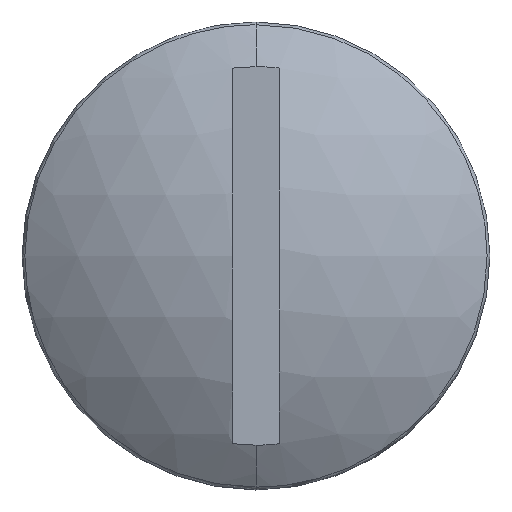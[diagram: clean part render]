
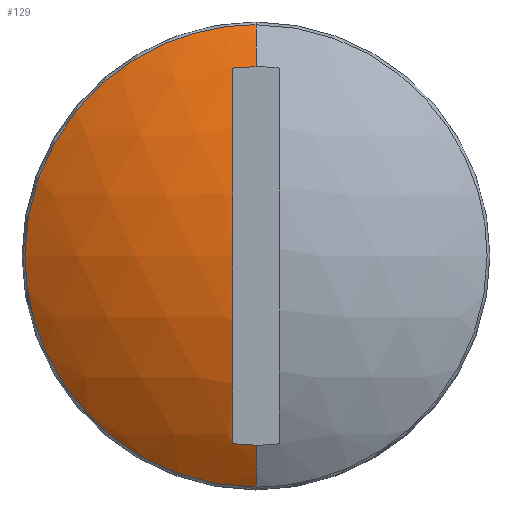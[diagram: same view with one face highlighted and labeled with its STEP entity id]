
A CAD part, top view. The second image highlights one B-rep face of the part: STEP entity #129.
In plain terms, the highlighted spherical face has radius 12 mm.
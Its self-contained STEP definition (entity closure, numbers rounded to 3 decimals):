
#38=AXIS2_PLACEMENT_3D('Circle Axis2P3D',#36,#37,$) ;
#58=AXIS2_PLACEMENT_3D('Sphere Axis2P3D',#55,#56,#57) ;
#62=AXIS2_PLACEMENT_3D('Circle Axis2P3D',#60,#61,$) ;
#103=AXIS2_PLACEMENT_3D('Circle Axis2P3D',#101,#102,$) ;
#36=CARTESIAN_POINT('Axis2P3D Location',(6.3,7.,-2.347)) ;
#40=CARTESIAN_POINT('Vertex',(6.3,1.381,8.233)) ;
#42=CARTESIAN_POINT('Vertex',(6.3,12.619,8.233)) ;
#55=CARTESIAN_POINT('Axis2P3D Location',(7.,7.,-2.347)) ;
#60=CARTESIAN_POINT('Axis2P3D Location',(7.,7.,-2.347)) ;
#64=CARTESIAN_POINT('Vertex',(7.,13.915,7.46)) ;
#66=CARTESIAN_POINT('Vertex',(7.,12.662,8.233)) ;
#70=CARTESIAN_POINT('Control Point',(0.085,7.,7.46)) ;
#71=CARTESIAN_POINT('Control Point',(0.085,7.773,7.46)) ;
#72=CARTESIAN_POINT('Control Point',(0.193,8.547,7.46)) ;
#73=CARTESIAN_POINT('Control Point',(0.41,9.302,7.46)) ;
#74=CARTESIAN_POINT('Control Point',(1.001,10.621,7.46)) ;
#75=CARTESIAN_POINT('Control Point',(1.896,11.735,7.46)) ;
#76=CARTESIAN_POINT('Control Point',(2.363,12.191,7.46)) ;
#77=CARTESIAN_POINT('Control Point',(3.508,13.074,7.46)) ;
#78=CARTESIAN_POINT('Control Point',(4.793,13.621,7.46)) ;
#79=CARTESIAN_POINT('Control Point',(5.525,13.817,7.46)) ;
#80=CARTESIAN_POINT('Control Point',(6.262,13.915,7.46)) ;
#81=CARTESIAN_POINT('Control Point',(7.,13.915,7.46)) ;
#82=CARTESIAN_POINT('Vertex',(0.085,7.,7.46)) ;
#86=CARTESIAN_POINT('Control Point',(7.,0.085,7.46)) ;
#87=CARTESIAN_POINT('Control Point',(6.351,0.085,7.46)) ;
#88=CARTESIAN_POINT('Control Point',(5.702,0.161,7.46)) ;
#89=CARTESIAN_POINT('Control Point',(5.057,0.313,7.46)) ;
#90=CARTESIAN_POINT('Control Point',(3.843,0.76,7.46)) ;
#91=CARTESIAN_POINT('Control Point',(2.729,1.505,7.46)) ;
#92=CARTESIAN_POINT('Control Point',(2.232,1.928,7.46)) ;
#93=CARTESIAN_POINT('Control Point',(1.2,3.044,7.46)) ;
#94=CARTESIAN_POINT('Control Point',(0.494,4.423,7.46)) ;
#95=CARTESIAN_POINT('Control Point',(0.221,5.265,7.46)) ;
#96=CARTESIAN_POINT('Control Point',(0.085,6.132,7.46)) ;
#97=CARTESIAN_POINT('Control Point',(0.085,7.,7.46)) ;
#98=CARTESIAN_POINT('Vertex',(7.,0.085,7.46)) ;
#101=CARTESIAN_POINT('Axis2P3D Location',(7.,7.,-2.347)) ;
#105=CARTESIAN_POINT('Vertex',(7.,1.338,8.233)) ;
#109=CARTESIAN_POINT('Control Point',(7.,1.338,8.233)) ;
#110=CARTESIAN_POINT('Control Point',(6.766,1.338,8.233)) ;
#111=CARTESIAN_POINT('Control Point',(6.532,1.352,8.233)) ;
#112=CARTESIAN_POINT('Control Point',(6.3,1.381,8.233)) ;
#115=CARTESIAN_POINT('Control Point',(6.3,12.619,8.233)) ;
#116=CARTESIAN_POINT('Control Point',(6.532,12.648,8.233)) ;
#117=CARTESIAN_POINT('Control Point',(6.766,12.662,8.233)) ;
#118=CARTESIAN_POINT('Control Point',(7.,12.662,8.233)) ;
#37=DIRECTION('Axis2P3D Direction',(-1.,0.,0.)) ;
#56=DIRECTION('Axis2P3D Direction',(0.,-1.,0.)) ;
#57=DIRECTION('Axis2P3D XDirection',(0.,0.,1.)) ;
#61=DIRECTION('Axis2P3D Direction',(1.,0.,0.)) ;
#102=DIRECTION('Axis2P3D Direction',(1.,0.,0.)) ;
#121=ORIENTED_EDGE('',*,*,#68,.F.) ;
#122=ORIENTED_EDGE('',*,*,#84,.F.) ;
#123=ORIENTED_EDGE('',*,*,#100,.F.) ;
#124=ORIENTED_EDGE('',*,*,#107,.F.) ;
#125=ORIENTED_EDGE('',*,*,#113,.T.) ;
#126=ORIENTED_EDGE('',*,*,#44,.T.) ;
#127=ORIENTED_EDGE('',*,*,#119,.T.) ;
#129=ADVANCED_FACE('Hauptk\X2\00F6\X0\rper',(#128),#59,.T.) ;
#69=B_SPLINE_CURVE_WITH_KNOTS('',5,(#70,#71,#72,#73,#74,#75,#76,#77,#78,#79,#80,#81),.UNSPECIFIED.,.F.,.U.,(6,3,3,6),(0.,5.469,10.129,15.958),.UNSPECIFIED.) ;
#85=B_SPLINE_CURVE_WITH_KNOTS('',5,(#86,#87,#88,#89,#90,#91,#92,#93,#94,#95,#96,#97),.UNSPECIFIED.,.F.,.U.,(6,3,3,6),(0.,5.128,9.822,15.957),.UNSPECIFIED.) ;
#108=B_SPLINE_CURVE_WITH_KNOTS('',3,(#109,#110,#111,#112),.UNSPECIFIED.,.F.,.U.,(4,4),(0.,1.06),.UNSPECIFIED.) ;
#114=B_SPLINE_CURVE_WITH_KNOTS('',3,(#115,#116,#117,#118),.UNSPECIFIED.,.F.,.U.,(4,4),(0.,1.06),.UNSPECIFIED.) ;
#39=CIRCLE('generated circle',#38,11.98) ;
#63=CIRCLE('generated circle',#62,12.) ;
#104=CIRCLE('generated circle',#103,12.) ;
#44=EDGE_CURVE('',#41,#43,#39,.T.) ;
#68=EDGE_CURVE('',#65,#67,#63,.T.) ;
#84=EDGE_CURVE('',#83,#65,#69,.T.) ;
#100=EDGE_CURVE('',#99,#83,#85,.T.) ;
#107=EDGE_CURVE('',#106,#99,#104,.T.) ;
#113=EDGE_CURVE('',#106,#41,#108,.T.) ;
#119=EDGE_CURVE('',#43,#67,#114,.T.) ;
#120=EDGE_LOOP('',(#121,#122,#123,#124,#125,#126,#127)) ;
#128=FACE_OUTER_BOUND('',#120,.T.) ;
#59=SPHERICAL_SURFACE('',#58,12.) ;
#41=VERTEX_POINT('',#40) ;
#43=VERTEX_POINT('',#42) ;
#65=VERTEX_POINT('',#64) ;
#67=VERTEX_POINT('',#66) ;
#83=VERTEX_POINT('',#82) ;
#99=VERTEX_POINT('',#98) ;
#106=VERTEX_POINT('',#105) ;
